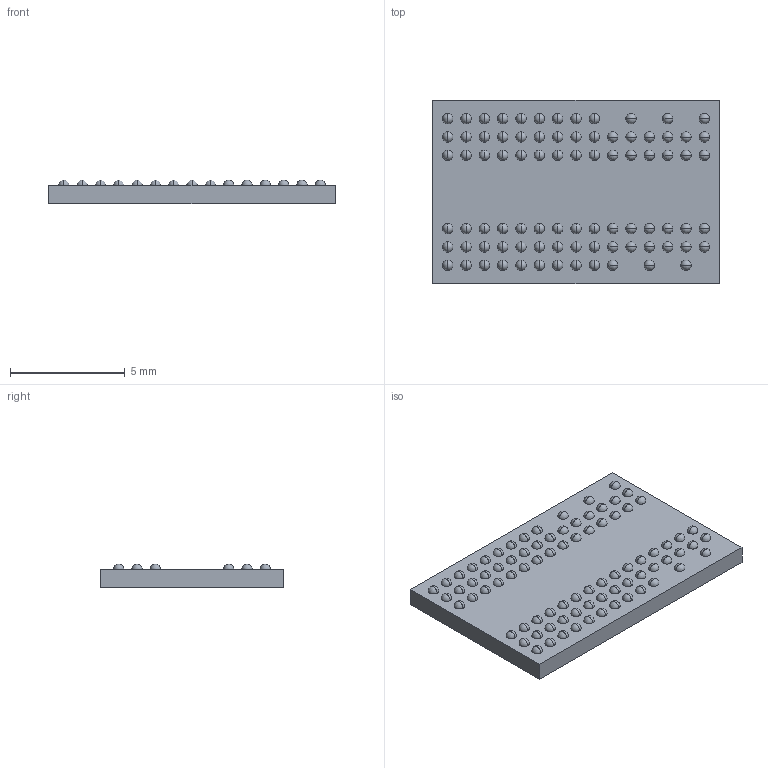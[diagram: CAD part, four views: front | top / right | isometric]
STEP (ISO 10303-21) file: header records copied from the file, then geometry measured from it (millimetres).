
FILE_DESCRIPTION((''),'2;1');
FILE_NAME('WINBOND','2010-08-10T',('Simon'),(''),'PRO/ENGINEER BY PARAMETRIC TECHNOLOGY CORPORATION, 2008400','PRO/ENGINEER BY PARAMETRIC TECHNOLOGY CORPORATION, 2008400','');
FILE_SCHEMA(('AUTOMOTIVE_DESIGN_CC2 { 1 2 10303 214 -1 1 5 2 }'));
Length unit declared in the file: millimetre
Products named in the file (1): WINBOND
Bounding box: 12.5 x 8 x 1.03 mm (x, y, z)
Volume: 82 mm3; surface area: 246.2 mm2
Topology: 1 solids, 1 shells, 177 faces, 522 edges, 264 vertices
Faces by surface type: sphere 168, plane 7, cylinder 2
Entity records: 6063 total; most frequent: DIRECTION 1048, CARTESIAN_POINT 795, ORIENTED_EDGE 708, AXIS2_PLACEMENT_3D 517, PRESENTATION_STYLE_ASSIGNMENT 355, STYLED_ITEM 355, CURVE_STYLE 354, EDGE_CURVE 354
